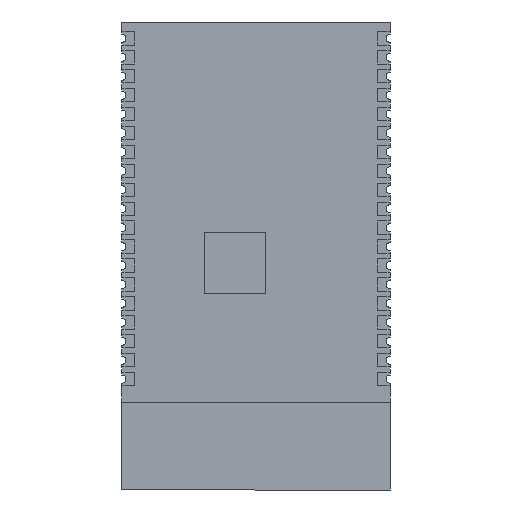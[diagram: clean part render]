
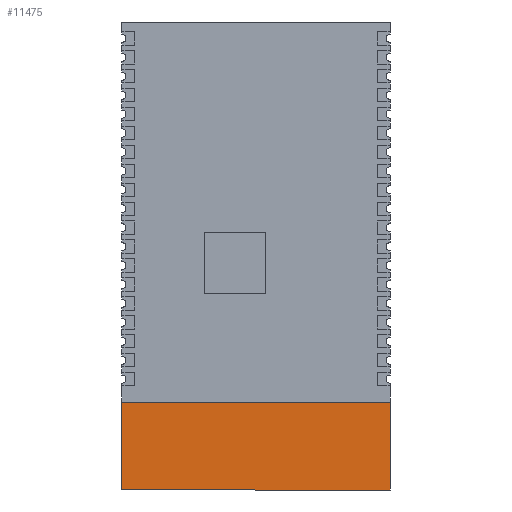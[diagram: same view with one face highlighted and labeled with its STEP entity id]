
A CAD part, front view. The second image highlights one B-rep face of the part: STEP entity #11475.
In plain terms, the highlighted planar face has unit normal (0, -1, 0).
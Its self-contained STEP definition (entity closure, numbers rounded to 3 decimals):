
#771 = VECTOR ( 'NONE', #10752, 1000. ) ;
#965 = EDGE_LOOP ( 'NONE', ( #5907, #21700, #13311, #11595 ) ) ;
#1666 = DIRECTION ( 'NONE',  ( 0., 0., -1. ) ) ;
#1799 = CARTESIAN_POINT ( 'NONE',  ( -9., 0.01, -9.8 ) ) ;
#3028 = CARTESIAN_POINT ( 'NONE',  ( -9., 0.01, -15.7 ) ) ;
#3039 = EDGE_CURVE ( 'NONE', #3881, #5037, #5897, .T. ) ;
#3881 = VERTEX_POINT ( 'NONE', #16093 ) ;
#4751 = VERTEX_POINT ( 'NONE', #17057 ) ;
#5037 = VERTEX_POINT ( 'NONE', #7713 ) ;
#5897 = LINE ( 'NONE', #3028, #10169 ) ;
#5907 = ORIENTED_EDGE ( 'NONE', *, *, #3039, .T. ) ;
#7167 = DIRECTION ( 'NONE',  ( 1., 0., 0. ) ) ;
#7701 = CARTESIAN_POINT ( 'NONE',  ( 9., 0.01, -9.8 ) ) ;
#7713 = CARTESIAN_POINT ( 'NONE',  ( 9., 0.01, -15.7 ) ) ;
#7818 = CARTESIAN_POINT ( 'NONE',  ( 0., 0.01, 0. ) ) ;
#7853 = LINE ( 'NONE', #21350, #25013 ) ;
#8477 = EDGE_CURVE ( 'NONE', #4751, #3881, #15890, .T. ) ;
#9234 = FACE_OUTER_BOUND ( 'NONE', #965, .T. ) ;
#9735 = VECTOR ( 'NONE', #20428, 1000. ) ;
#10169 = VECTOR ( 'NONE', #7167, 1000. ) ;
#10752 = DIRECTION ( 'NONE',  ( -1., 0., 0. ) ) ;
#11475 = ADVANCED_FACE ( 'NONE', ( #9234 ), #18415, .T. ) ;
#11595 = ORIENTED_EDGE ( 'NONE', *, *, #8477, .T. ) ;
#12170 = AXIS2_PLACEMENT_3D ( 'NONE', #7818, #24192, #1666 ) ;
#13311 = ORIENTED_EDGE ( 'NONE', *, *, #18012, .T. ) ;
#13810 = LINE ( 'NONE', #25476, #771 ) ;
#15191 = EDGE_CURVE ( 'NONE', #5037, #22072, #7853, .T. ) ;
#15890 = LINE ( 'NONE', #1799, #9735 ) ;
#16093 = CARTESIAN_POINT ( 'NONE',  ( -9., 0.01, -15.7 ) ) ;
#17057 = CARTESIAN_POINT ( 'NONE',  ( -9., 0.01, -9.8 ) ) ;
#18012 = EDGE_CURVE ( 'NONE', #22072, #4751, #13810, .T. ) ;
#18415 = PLANE ( 'NONE',  #12170 ) ;
#20428 = DIRECTION ( 'NONE',  ( 0., 0., -1. ) ) ;
#21350 = CARTESIAN_POINT ( 'NONE',  ( 9., 0.01, -15.7 ) ) ;
#21700 = ORIENTED_EDGE ( 'NONE', *, *, #15191, .T. ) ;
#22072 = VERTEX_POINT ( 'NONE', #7701 ) ;
#24192 = DIRECTION ( 'NONE',  ( 0., -1., 0. ) ) ;
#25013 = VECTOR ( 'NONE', #25695, 1000. ) ;
#25476 = CARTESIAN_POINT ( 'NONE',  ( 9., 0.01, -9.8 ) ) ;
#25695 = DIRECTION ( 'NONE',  ( 0., 0., 1. ) ) ;
